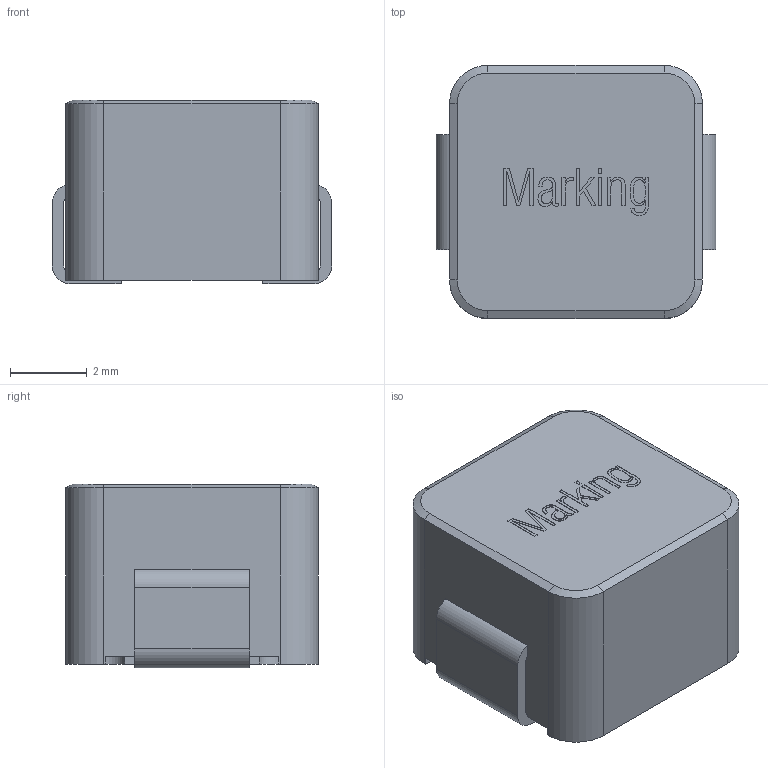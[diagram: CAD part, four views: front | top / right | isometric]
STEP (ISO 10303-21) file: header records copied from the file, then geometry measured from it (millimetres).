
FILE_DESCRIPTION(/* description */ ('Unknown'),/* implementation_level */ '2;1');
FILE_NAME(/* name */ 'L_Wurth_WE-LHMI-7050',/* time_stamp */ '2023-02-01T17:30:10+08:00',/* author */ ('Unknown'),/* organization */ ('Unknown'),/* preprocessor_version */ 'ST-DEVELOPER v16.7',/* originating_system */ 'Solid Edge',/* authorisation */ 'Unknown');
FILE_SCHEMA (('AUTOMOTIVE_DESIGN {1 0 10303 214 3 1 1}'));
Length unit declared in the file: millimetre
Products named in the file (1): L_Wurth_WE-LHMI-7050
Bounding box: 7.3 x 6.6 x 4.8 mm (x, y, z)
Volume: 202.7 mm3; surface area: 235.3 mm2
Topology: 1 solids, 1 shells, 131 faces, 355 edges, 234 vertices
Faces by surface type: plane 99, cylinder 16, bspline 12, cone 4
Entity records: 5360 total; most frequent: CARTESIAN_POINT 1158, ORIENTED_EDGE 708, DIRECTION 606, EDGE_CURVE 354, LINE 294, VECTOR 294, VERTEX_POINT 234, AXIS2_PLACEMENT_3D 156
